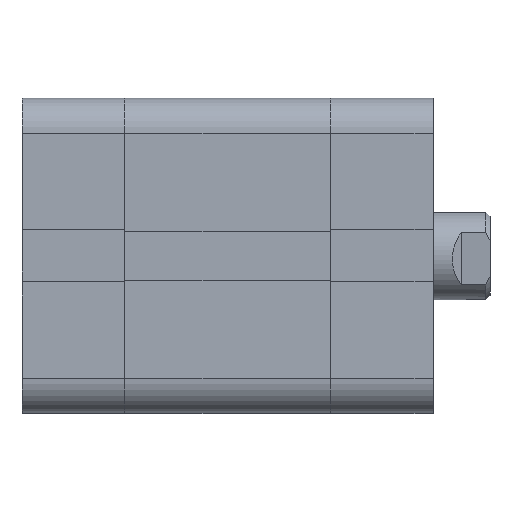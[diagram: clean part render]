
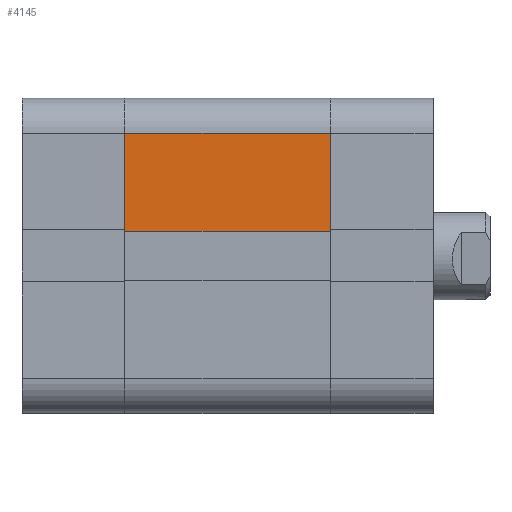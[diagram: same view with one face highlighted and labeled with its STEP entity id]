
A CAD part, top view. The second image highlights one B-rep face of the part: STEP entity #4145.
In plain terms, the highlighted planar face has unit normal (0, 0, 1).
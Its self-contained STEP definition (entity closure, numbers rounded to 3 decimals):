
#618 = EDGE_LOOP ( 'NONE', ( #23103, #9567, #22599, #18136 ) ) ;
#2637 = FACE_OUTER_BOUND ( 'NONE', #618, .T. ) ;
#3363 = VECTOR ( 'NONE', #22337, 1000. ) ;
#4145 = ADVANCED_FACE ( 'NONE', ( #2637 ), #15190, .F. ) ;
#4755 = LINE ( 'NONE', #25249, #10906 ) ;
#5175 = CARTESIAN_POINT ( 'NONE',  ( 23.5, 2.8, 18. ) ) ;
#5463 = CARTESIAN_POINT ( 'NONE',  ( 0., -18., 18. ) ) ;
#5822 = EDGE_CURVE ( 'NONE', #16848, #10864, #23872, .T. ) ;
#7903 = CARTESIAN_POINT ( 'NONE',  ( 23.5, 14., 18. ) ) ;
#9346 = DIRECTION ( 'NONE',  ( 0., -1., 0. ) ) ;
#9447 = LINE ( 'NONE', #7903, #17513 ) ;
#9567 = ORIENTED_EDGE ( 'NONE', *, *, #23788, .F. ) ;
#9714 = CARTESIAN_POINT ( 'NONE',  ( 0., 14., 18. ) ) ;
#9841 = CARTESIAN_POINT ( 'NONE',  ( 0., 2.8, 18. ) ) ;
#10289 = CARTESIAN_POINT ( 'NONE',  ( 23.5, 14., 18. ) ) ;
#10811 = VERTEX_POINT ( 'NONE', #9714 ) ;
#10864 = VERTEX_POINT ( 'NONE', #5175 ) ;
#10906 = VECTOR ( 'NONE', #19673, 1000. ) ;
#11092 = VERTEX_POINT ( 'NONE', #9841 ) ;
#15190 = PLANE ( 'NONE',  #22433 ) ;
#16848 = VERTEX_POINT ( 'NONE', #10289 ) ;
#17513 = VECTOR ( 'NONE', #24784, 1000. ) ;
#17769 = LINE ( 'NONE', #5463, #3363 ) ;
#18136 = ORIENTED_EDGE ( 'NONE', *, *, #21144, .T. ) ;
#19355 = EDGE_CURVE ( 'NONE', #10811, #11092, #17769, .T. ) ;
#19495 = DIRECTION ( 'NONE',  ( -1., 0., 0. ) ) ;
#19673 = DIRECTION ( 'NONE',  ( -1., 0., 0. ) ) ;
#21144 = EDGE_CURVE ( 'NONE', #16848, #10811, #9447, .T. ) ;
#21565 = DIRECTION ( 'NONE',  ( 0., 0., -1. ) ) ;
#22337 = DIRECTION ( 'NONE',  ( 0., -1., 0. ) ) ;
#22433 = AXIS2_PLACEMENT_3D ( 'NONE', #23648, #21565, #19495 ) ;
#22599 = ORIENTED_EDGE ( 'NONE', *, *, #5822, .F. ) ;
#23103 = ORIENTED_EDGE ( 'NONE', *, *, #19355, .T. ) ;
#23648 = CARTESIAN_POINT ( 'NONE',  ( 23.5, -18., 18. ) ) ;
#23788 = EDGE_CURVE ( 'NONE', #10864, #11092, #4755, .T. ) ;
#23872 = LINE ( 'NONE', #26080, #24675 ) ;
#24675 = VECTOR ( 'NONE', #9346, 1000. ) ;
#24784 = DIRECTION ( 'NONE',  ( -1., 0., 0. ) ) ;
#25249 = CARTESIAN_POINT ( 'NONE',  ( 23.501, 2.8, 18. ) ) ;
#26080 = CARTESIAN_POINT ( 'NONE',  ( 23.5, -18., 18. ) ) ;
